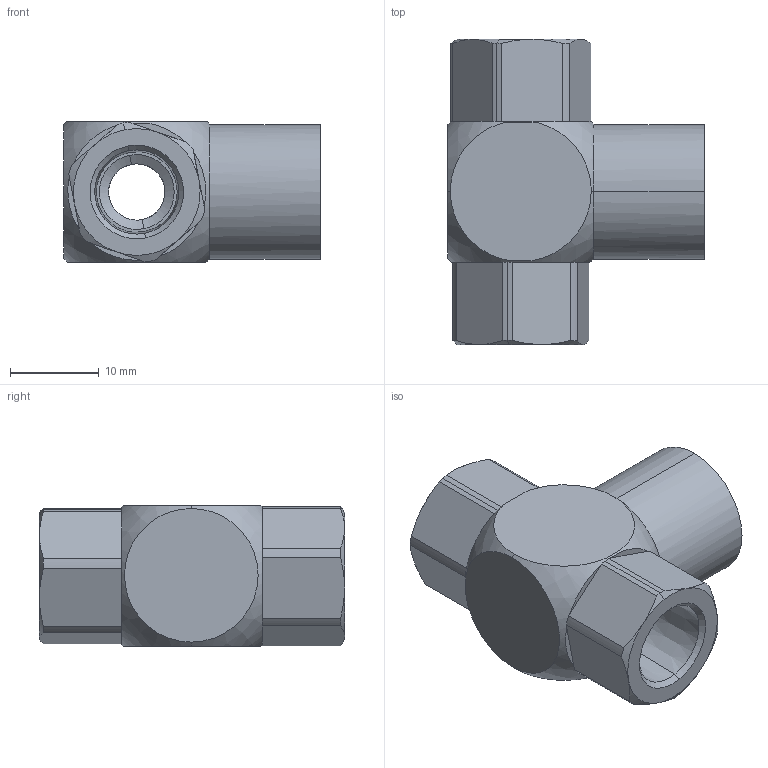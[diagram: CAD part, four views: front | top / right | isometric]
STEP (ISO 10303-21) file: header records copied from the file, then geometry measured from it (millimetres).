
FILE_DESCRIPTION (( 'STEP AP214' ), '1' );
FILE_NAME ('SV18N.step', '2018-10-25T18:32:55', ( '' ), ( '' ), 'SwSTEP 2.0', 'SolidWorks 2018', '' );
FILE_SCHEMA (( 'AUTOMOTIVE_DESIGN' ));
Length unit declared in the file: inch
Products named in the file (1): SV18N
Bounding box: 28.96 x 34.42 x 15.88 mm (x, y, z)
Volume: 6966.5 mm3; surface area: 5520 mm2
Topology: 3 solids, 3 shells, 111 faces, 256 edges, 158 vertices
Faces by surface type: cylinder 41, cone 36, plane 31, torus 3
Entity records: 5113 total; most frequent: CARTESIAN_POINT 1054, DIRECTION 560, ORIENTED_EDGE 512, EDGE_CURVE 256, AXIS2_PLACEMENT_3D 234, VERTEX_POINT 158, EDGE_LOOP 126, CIRCLE 122
